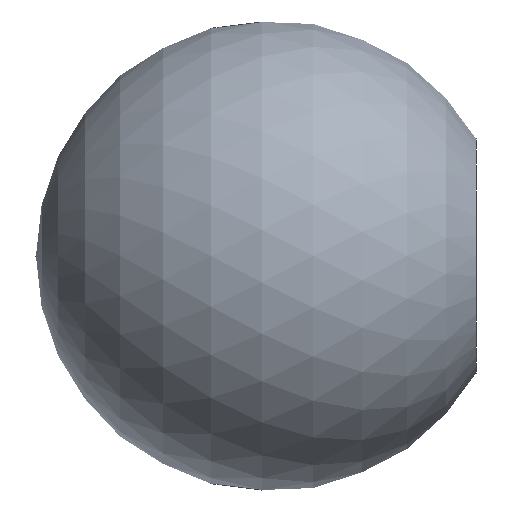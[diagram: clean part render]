
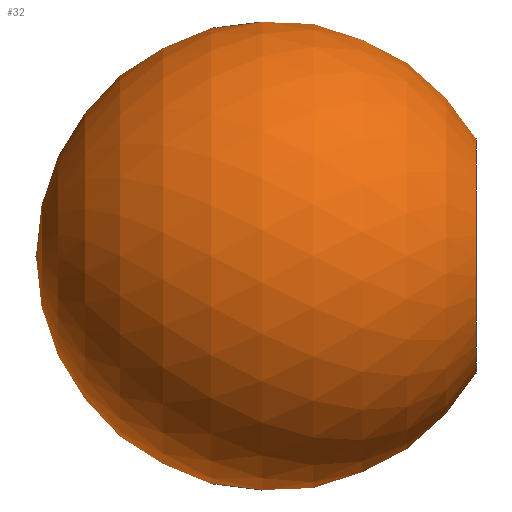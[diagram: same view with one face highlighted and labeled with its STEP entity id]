
A CAD part, left-side view. The second image highlights one B-rep face of the part: STEP entity #32.
In plain terms, the highlighted spherical face has radius 8.033 mm.
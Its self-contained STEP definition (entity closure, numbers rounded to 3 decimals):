
#32 = ADVANCED_FACE( '', ( #63, #64 ), #65, .T. );
#63 = FACE_BOUND( '', #94, .T. );
#64 = FACE_OUTER_BOUND( '', #95, .T. );
#65 = SPHERICAL_SURFACE( '', #96, 8.033 );
#94 = VERTEX_LOOP( '', #121 );
#95 = EDGE_LOOP( '', ( #122 ) );
#96 = AXIS2_PLACEMENT_3D( '', #123, #124, #125 );
#121 = VERTEX_POINT( '', #154 );
#122 = ORIENTED_EDGE( '', *, *, #155, .F. );
#123 = CARTESIAN_POINT( '', ( 0., 6.967, 0. ) );
#124 = DIRECTION( '', ( 0., -1., 0. ) );
#125 = DIRECTION( '', ( 1., 0., 0. ) );
#154 = CARTESIAN_POINT( '', ( 0., 15., 0. ) );
#155 = EDGE_CURVE( '', #167, #167, #168, .T. );
#167 = VERTEX_POINT( '', #183 );
#168 = CIRCLE( '', #184, 4. );
#183 = CARTESIAN_POINT( '', ( 0., 0., -4. ) );
#184 = AXIS2_PLACEMENT_3D( '', #198, #199, #200 );
#198 = CARTESIAN_POINT( '', ( 0., 0., 0. ) );
#199 = DIRECTION( '', ( 0., -1., 0. ) );
#200 = DIRECTION( '', ( 0., 0., -1. ) );
